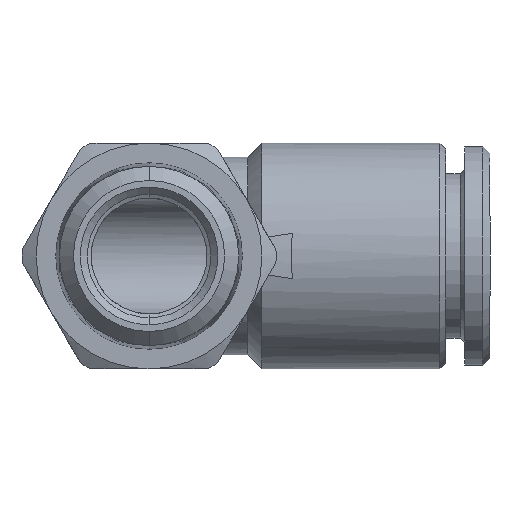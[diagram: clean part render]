
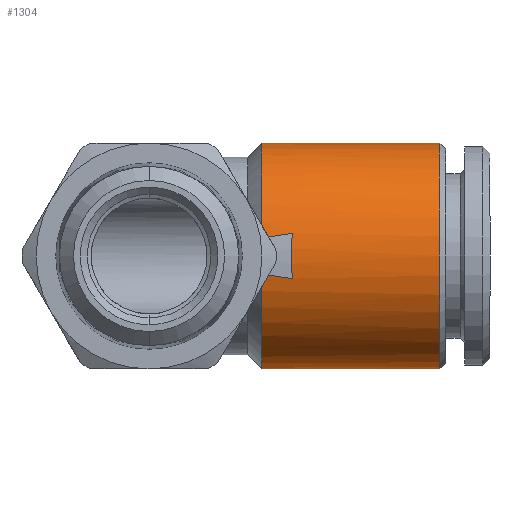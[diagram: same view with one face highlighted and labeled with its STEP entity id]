
A CAD part, front view. The second image highlights one B-rep face of the part: STEP entity #1304.
In plain terms, the highlighted cylindrical face has radius 8 mm (diameter 16 mm), a partial arc.
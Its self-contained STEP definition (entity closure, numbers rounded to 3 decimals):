
#548 = CARTESIAN_POINT ( 'NONE',  ( 10.136, -7.837, 1.605 ) ) ;
#550 = CARTESIAN_POINT ( 'NONE',  ( 8., -7.899, 1.267 ) ) ;
#560 = FACE_OUTER_BOUND ( 'NONE', #1267, .T. ) ;
#589 =( BOUNDED_CURVE ( )  B_SPLINE_CURVE ( 3, ( #548, #640, #639, #607 ),
 .UNSPECIFIED., .F., .T. ) 
 B_SPLINE_CURVE_WITH_KNOTS ( ( 4, 4 ),
 ( 4.51, 4.553 ),
 .UNSPECIFIED. ) 
 CURVE ( )  GEOMETRIC_REPRESENTATION_ITEM ( )  RATIONAL_B_SPLINE_CURVE ( ( 1., 1., 1., 1. ) ) 
 REPRESENTATION_ITEM ( '' )  );
#594 = CYLINDRICAL_SURFACE ( 'NONE', #624, 8. ) ;
#607 = CARTESIAN_POINT ( 'NONE',  ( 8., -7.899, 1.267 ) ) ;
#614 = DIRECTION ( 'NONE',  ( 0., 0., 1. ) ) ;
#624 = AXIS2_PLACEMENT_3D ( 'NONE', #637, #636, #614 ) ;
#636 = DIRECTION ( 'NONE',  ( -1., 0., 0. ) ) ;
#637 = CARTESIAN_POINT ( 'NONE',  ( -5.233, 0., 0. ) ) ;
#639 = CARTESIAN_POINT ( 'NONE',  ( 8.715, -7.881, 1.38 ) ) ;
#640 = CARTESIAN_POINT ( 'NONE',  ( 9.427, -7.86, 1.493 ) ) ;
#1103 = EDGE_CURVE ( 'NONE', #1117, #1109, #2370, .T. ) ;
#1109 = VERTEX_POINT ( 'NONE', #2376 ) ;
#1117 = VERTEX_POINT ( 'NONE', #2352 ) ;
#1125 = VERTEX_POINT ( 'NONE', #2405 ) ;
#1126 = VERTEX_POINT ( 'NONE', #2398 ) ;
#1182 = VERTEX_POINT ( 'NONE', #2502 ) ;
#1188 = EDGE_CURVE ( 'NONE', #1189, #1182, #2535, .T. ) ;
#1189 = VERTEX_POINT ( 'NONE', #2526 ) ;
#1192 = EDGE_CURVE ( 'NONE', #1125, #1189, #2520, .T. ) ;
#1196 = EDGE_CURVE ( 'NONE', #1126, #1203, #2527, .T. ) ;
#1203 = VERTEX_POINT ( 'NONE', #2547 ) ;
#1221 = ORIENTED_EDGE ( 'NONE', *, *, #1302, .F. ) ;
#1222 = ORIENTED_EDGE ( 'NONE', *, *, #1224, .F. ) ;
#1224 = EDGE_CURVE ( 'NONE', #1308, #1203, #2582, .T. ) ;
#1235 = ORIENTED_EDGE ( 'NONE', *, *, #1196, .T. ) ;
#1243 = ORIENTED_EDGE ( 'NONE', *, *, #1250, .T. ) ;
#1249 = EDGE_CURVE ( 'NONE', #1117, #1182, #2668, .T. ) ;
#1250 = EDGE_CURVE ( 'NONE', #1125, #1126, #2628, .T. ) ;
#1267 = EDGE_LOOP ( 'NONE', ( #1309, #1243, #1235, #1222, #1221, #1303, #1301, #1312 ) ) ;
#1301 = ORIENTED_EDGE ( 'NONE', *, *, #1249, .T. ) ;
#1302 = EDGE_CURVE ( 'NONE', #1109, #1308, #589, .T. ) ;
#1303 = ORIENTED_EDGE ( 'NONE', *, *, #1103, .F. ) ;
#1304 = ADVANCED_FACE ( 'NONE', ( #560 ), #594, .T. ) ;
#1308 = VERTEX_POINT ( 'NONE', #550 ) ;
#1309 = ORIENTED_EDGE ( 'NONE', *, *, #1192, .F. ) ;
#1312 = ORIENTED_EDGE ( 'NONE', *, *, #1188, .F. ) ;
#2344 = CARTESIAN_POINT ( 'NONE',  ( 10.1, -8., -0.544 ) ) ;
#2345 = CARTESIAN_POINT ( 'NONE',  ( 10.111, -7.945, -1.077 ) ) ;
#2352 = CARTESIAN_POINT ( 'NONE',  ( 10.136, -7.837, -1.605 ) ) ;
#2363 = CARTESIAN_POINT ( 'NONE',  ( 10.136, -7.837, 1.605 ) ) ;
#2364 = CARTESIAN_POINT ( 'NONE',  ( 10.11, -7.946, 1.075 ) ) ;
#2367 = CARTESIAN_POINT ( 'NONE',  ( 10.1, -8., 0.531 ) ) ;
#2370 = B_SPLINE_CURVE_WITH_KNOTS ( 'NONE', 3,
 ( #2381, #2345, #2344, #2367, #2364, #2363 ),
 .UNSPECIFIED., .F., .F.,
 ( 4, 2, 4 ),
 ( 0., 0.002, 0.004 ),
 .UNSPECIFIED. ) ;
#2376 = CARTESIAN_POINT ( 'NONE',  ( 10.136, -7.837, 1.605 ) ) ;
#2381 = CARTESIAN_POINT ( 'NONE',  ( 10.136, -7.837, -1.605 ) ) ;
#2398 = CARTESIAN_POINT ( 'NONE',  ( 20.6, 0., 8. ) ) ;
#2405 = CARTESIAN_POINT ( 'NONE',  ( 20.6, 0., -8. ) ) ;
#2502 = CARTESIAN_POINT ( 'NONE',  ( 8., -7.899, -1.267 ) ) ;
#2510 = DIRECTION ( 'NONE',  ( -1., 0., 0. ) ) ;
#2511 = VECTOR ( 'NONE', #2510, 1000. ) ;
#2512 = CARTESIAN_POINT ( 'NONE',  ( -5.233, 0., 8. ) ) ;
#2518 = VECTOR ( 'NONE', #2537, 1000. ) ;
#2519 = CARTESIAN_POINT ( 'NONE',  ( -5.233, 0., -8. ) ) ;
#2520 = LINE ( 'NONE', #2519, #2518 ) ;
#2526 = CARTESIAN_POINT ( 'NONE',  ( 8., 0., -8. ) ) ;
#2527 = LINE ( 'NONE', #2512, #2511 ) ;
#2530 = DIRECTION ( 'NONE',  ( 0., 0., 1. ) ) ;
#2531 = DIRECTION ( 'NONE',  ( -1., 0., 0. ) ) ;
#2532 = CARTESIAN_POINT ( 'NONE',  ( 8., 0., 0. ) ) ;
#2534 = AXIS2_PLACEMENT_3D ( 'NONE', #2532, #2531, #2530 ) ;
#2535 = CIRCLE ( 'NONE', #2534, 8. ) ;
#2537 = DIRECTION ( 'NONE',  ( -1., 0., 0. ) ) ;
#2547 = CARTESIAN_POINT ( 'NONE',  ( 8., 0., 8. ) ) ;
#2582 = CIRCLE ( 'NONE', #2622, 8. ) ;
#2587 = CARTESIAN_POINT ( 'NONE',  ( 8., 0., 0. ) ) ;
#2596 = DIRECTION ( 'NONE',  ( 0., 0., 1. ) ) ;
#2621 = DIRECTION ( 'NONE',  ( -1., 0., 0. ) ) ;
#2622 = AXIS2_PLACEMENT_3D ( 'NONE', #2587, #2621, #2596 ) ;
#2624 = DIRECTION ( 'NONE',  ( 0., 0., 1. ) ) ;
#2625 = DIRECTION ( 'NONE',  ( -1., 0., 0. ) ) ;
#2626 = CARTESIAN_POINT ( 'NONE',  ( 20.6, 0., 0. ) ) ;
#2627 = AXIS2_PLACEMENT_3D ( 'NONE', #2626, #2625, #2624 ) ;
#2628 = CIRCLE ( 'NONE', #2627, 8. ) ;
#2660 = CARTESIAN_POINT ( 'NONE',  ( 9.427, -7.86, -1.493 ) ) ;
#2661 = CARTESIAN_POINT ( 'NONE',  ( 8., -7.899, -1.267 ) ) ;
#2662 = CARTESIAN_POINT ( 'NONE',  ( 8.715, -7.881, -1.38 ) ) ;
#2668 =( BOUNDED_CURVE ( )  B_SPLINE_CURVE ( 3, ( #2677, #2660, #2662, #2661 ),
 .UNSPECIFIED., .F., .T. ) 
 B_SPLINE_CURVE_WITH_KNOTS ( ( 4, 4 ),
 ( 4.51, 4.553 ),
 .UNSPECIFIED. ) 
 CURVE ( )  GEOMETRIC_REPRESENTATION_ITEM ( )  RATIONAL_B_SPLINE_CURVE ( ( 1., 1., 1., 1. ) ) 
 REPRESENTATION_ITEM ( '' )  );
#2677 = CARTESIAN_POINT ( 'NONE',  ( 10.136, -7.837, -1.605 ) ) ;
